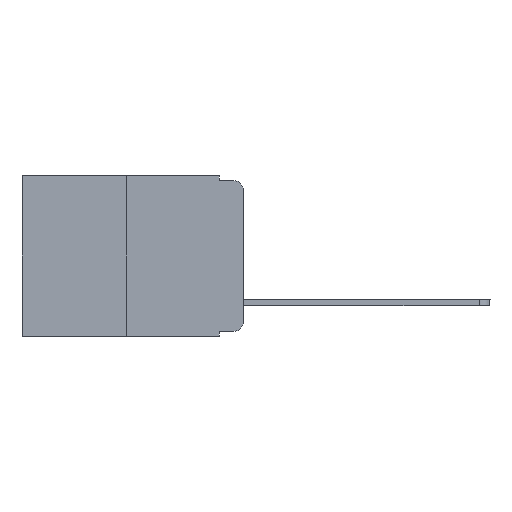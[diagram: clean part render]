
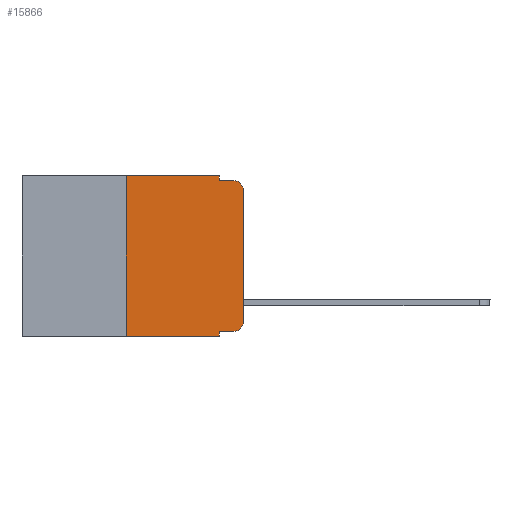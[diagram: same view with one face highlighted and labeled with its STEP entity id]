
A CAD part, left-side view. The second image highlights one B-rep face of the part: STEP entity #15866.
In plain terms, the highlighted planar face has unit normal (-1, 0, 0).
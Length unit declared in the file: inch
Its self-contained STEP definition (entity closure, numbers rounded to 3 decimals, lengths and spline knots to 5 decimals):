
#24 = VERTEX_POINT ( 'NONE', #14426 ) ;
#654 = LINE ( 'NONE', #23509, #11879 ) ;
#806 = CARTESIAN_POINT ( 'NONE',  ( 0., 0., -0.03 ) ) ;
#937 = ORIENTED_EDGE ( 'NONE', *, *, #10436, .F. ) ;
#1095 = LINE ( 'NONE', #22069, #1515 ) ;
#1515 = VECTOR ( 'NONE', #23949, 39.37008 ) ;
#1800 = ORIENTED_EDGE ( 'NONE', *, *, #18827, .T. ) ;
#2026 = EDGE_CURVE ( 'NONE', #8067, #17513, #654, .T. ) ;
#2063 = DIRECTION ( 'NONE',  ( -1., 0., 0. ) ) ;
#2935 = CARTESIAN_POINT ( 'NONE',  ( 0., 0.02, -0.01 ) ) ;
#2991 = DIRECTION ( 'NONE',  ( 0., 0., -1. ) ) ;
#3024 = EDGE_CURVE ( 'NONE', #7664, #6732, #10707, .T. ) ;
#3263 = ORIENTED_EDGE ( 'NONE', *, *, #6329, .T. ) ;
#3461 = LINE ( 'NONE', #6863, #22213 ) ;
#3523 = CARTESIAN_POINT ( 'NONE',  ( 0., 0.051, -0.333 ) ) ;
#4799 = VECTOR ( 'NONE', #8962, 39.37008 ) ;
#4807 = EDGE_CURVE ( 'NONE', #15330, #6899, #1095, .T. ) ;
#4844 = CARTESIAN_POINT ( 'NONE',  ( 0., 0.051, -0.01 ) ) ;
#5233 = CARTESIAN_POINT ( 'NONE',  ( 0., 0.051, -0.01 ) ) ;
#5778 = CARTESIAN_POINT ( 'NONE',  ( 0., 0.051, 0. ) ) ;
#5832 = CARTESIAN_POINT ( 'NONE',  ( 0., 0.02, -0.03 ) ) ;
#5967 = DIRECTION ( 'NONE',  ( 0., 0., -1. ) ) ;
#6214 = CARTESIAN_POINT ( 'NONE',  ( 0., 0.051, 0. ) ) ;
#6267 = CARTESIAN_POINT ( 'NONE',  ( 0., 0.051, -0.343 ) ) ;
#6329 = EDGE_CURVE ( 'NONE', #24, #22989, #15808, .T. ) ;
#6429 = VECTOR ( 'NONE', #16195, 39.37008 ) ;
#6495 = AXIS2_PLACEMENT_3D ( 'NONE', #11778, #2063, #19285 ) ;
#6712 = ORIENTED_EDGE ( 'NONE', *, *, #3024, .F. ) ;
#6732 = VERTEX_POINT ( 'NONE', #2935 ) ;
#6828 = LINE ( 'NONE', #14057, #9534 ) ;
#6863 = CARTESIAN_POINT ( 'NONE',  ( 0., 0.051, 0. ) ) ;
#6899 = VERTEX_POINT ( 'NONE', #6267 ) ;
#6904 = CIRCLE ( 'NONE', #6495, 0.02 ) ;
#7110 = ORIENTED_EDGE ( 'NONE', *, *, #13738, .F. ) ;
#7276 = CARTESIAN_POINT ( 'NONE',  ( 0., 0.02, -0.333 ) ) ;
#7664 = VERTEX_POINT ( 'NONE', #5233 ) ;
#8067 = VERTEX_POINT ( 'NONE', #20762 ) ;
#8694 = VECTOR ( 'NONE', #5967, 39.37008 ) ;
#8962 = DIRECTION ( 'NONE',  ( 0., -1., 0. ) ) ;
#9212 = LINE ( 'NONE', #24465, #4799 ) ;
#9454 = DIRECTION ( 'NONE',  ( 0., 0., -1. ) ) ;
#9482 = ORIENTED_EDGE ( 'NONE', *, *, #12418, .F. ) ;
#9534 = VECTOR ( 'NONE', #21809, 39.37008 ) ;
#10436 = EDGE_CURVE ( 'NONE', #24, #6899, #21068, .T. ) ;
#10554 = CARTESIAN_POINT ( 'NONE',  ( 0., 0.25, 0. ) ) ;
#10707 = LINE ( 'NONE', #4844, #21283 ) ;
#10908 = FACE_OUTER_BOUND ( 'NONE', #21023, .T. ) ;
#11400 = ORIENTED_EDGE ( 'NONE', *, *, #23990, .T. ) ;
#11778 = CARTESIAN_POINT ( 'NONE',  ( 0., 0.02, -0.313 ) ) ;
#11879 = VECTOR ( 'NONE', #16003, 39.37008 ) ;
#12418 = EDGE_CURVE ( 'NONE', #15330, #21913, #6828, .T. ) ;
#12774 = DIRECTION ( 'NONE',  ( 0., 0., -1. ) ) ;
#13561 = DIRECTION ( 'NONE',  ( -1., 0., 0. ) ) ;
#13738 = EDGE_CURVE ( 'NONE', #18548, #7664, #3461, .T. ) ;
#13892 = AXIS2_PLACEMENT_3D ( 'NONE', #5832, #13561, #9454 ) ;
#14057 = CARTESIAN_POINT ( 'NONE',  ( 0., 0.25, 0. ) ) ;
#14333 = DIRECTION ( 'NONE',  ( 0., -1., 0. ) ) ;
#14426 = CARTESIAN_POINT ( 'NONE',  ( 0., 0.051, -0.333 ) ) ;
#14622 = ORIENTED_EDGE ( 'NONE', *, *, #19864, .F. ) ;
#14888 = PLANE ( 'NONE',  #15905 ) ;
#15330 = VERTEX_POINT ( 'NONE', #21953 ) ;
#15808 = LINE ( 'NONE', #3523, #6429 ) ;
#15866 = ADVANCED_FACE ( 'NONE', ( #10908 ), #14888, .F. ) ;
#15905 = AXIS2_PLACEMENT_3D ( 'NONE', #16889, #16531, #12774 ) ;
#16003 = DIRECTION ( 'NONE',  ( 0., 0., 1. ) ) ;
#16195 = DIRECTION ( 'NONE',  ( 0., -1., 0. ) ) ;
#16531 = DIRECTION ( 'NONE',  ( 1., 0., 0. ) ) ;
#16889 = CARTESIAN_POINT ( 'NONE',  ( 0., 0.473, 0. ) ) ;
#17513 = VERTEX_POINT ( 'NONE', #806 ) ;
#17543 = ORIENTED_EDGE ( 'NONE', *, *, #4807, .T. ) ;
#18548 = VERTEX_POINT ( 'NONE', #5778 ) ;
#18827 = EDGE_CURVE ( 'NONE', #17513, #6732, #21900, .T. ) ;
#19285 = DIRECTION ( 'NONE',  ( 0., 0., -1. ) ) ;
#19864 = EDGE_CURVE ( 'NONE', #21913, #18548, #9212, .T. ) ;
#20762 = CARTESIAN_POINT ( 'NONE',  ( 0., 0., -0.313 ) ) ;
#21023 = EDGE_LOOP ( 'NONE', ( #24543, #1800, #6712, #7110, #14622, #9482, #17543, #937, #3263, #11400 ) ) ;
#21068 = LINE ( 'NONE', #6214, #8694 ) ;
#21283 = VECTOR ( 'NONE', #14333, 39.37008 ) ;
#21809 = DIRECTION ( 'NONE',  ( 0., 0., 1. ) ) ;
#21900 = CIRCLE ( 'NONE', #13892, 0.02 ) ;
#21913 = VERTEX_POINT ( 'NONE', #10554 ) ;
#21953 = CARTESIAN_POINT ( 'NONE',  ( 0., 0.25, -0.343 ) ) ;
#22069 = CARTESIAN_POINT ( 'NONE',  ( 0., 0.473, -0.343 ) ) ;
#22213 = VECTOR ( 'NONE', #2991, 39.37008 ) ;
#22989 = VERTEX_POINT ( 'NONE', #7276 ) ;
#23509 = CARTESIAN_POINT ( 'NONE',  ( 0., 0., 0. ) ) ;
#23949 = DIRECTION ( 'NONE',  ( 0., -1., 0. ) ) ;
#23990 = EDGE_CURVE ( 'NONE', #22989, #8067, #6904, .T. ) ;
#24465 = CARTESIAN_POINT ( 'NONE',  ( 0., 0.473, 0. ) ) ;
#24543 = ORIENTED_EDGE ( 'NONE', *, *, #2026, .T. ) ;
